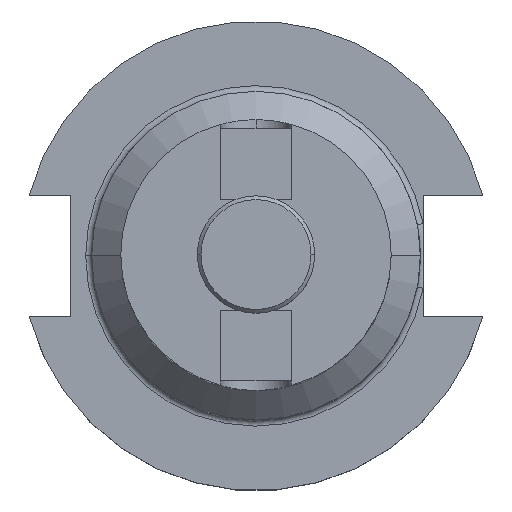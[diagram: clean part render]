
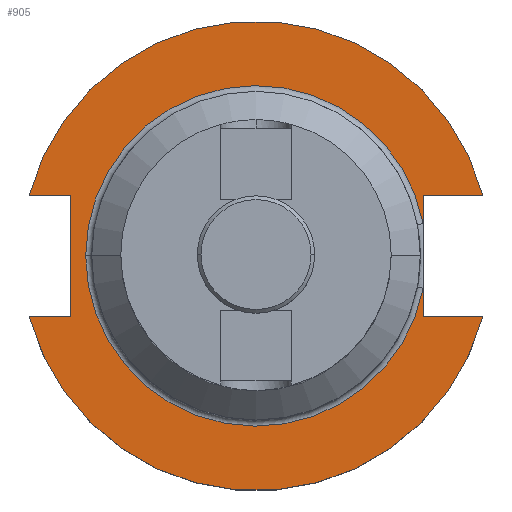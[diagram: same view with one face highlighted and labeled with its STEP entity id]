
A CAD part, top view. The second image highlights one B-rep face of the part: STEP entity #905.
In plain terms, the highlighted planar face has unit normal (0, 0, 1).
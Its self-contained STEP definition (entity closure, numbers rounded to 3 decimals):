
#8 = ORIENTED_EDGE ( 'NONE', *, *, #340, .T. ) ;
#22 = VERTEX_POINT ( 'NONE', #450 ) ;
#29 = ORIENTED_EDGE ( 'NONE', *, *, #1672, .T. ) ;
#55 = DIRECTION ( 'NONE',  ( 0., 1., 0. ) ) ;
#85 = VECTOR ( 'NONE', #159, 1000. ) ;
#116 = LINE ( 'NONE', #1783, #2048 ) ;
#148 = DIRECTION ( 'NONE',  ( 0., 0., -1. ) ) ;
#159 = DIRECTION ( 'NONE',  ( -1., 0., 0. ) ) ;
#163 = CARTESIAN_POINT ( 'NONE',  ( 22.606, -8.191, 19.05 ) ) ;
#194 = CIRCLE ( 'NONE', #1239, 31.75 ) ;
#227 = DIRECTION ( 'NONE',  ( -1., 0., 0. ) ) ;
#229 = ORIENTED_EDGE ( 'NONE', *, *, #1577, .T. ) ;
#318 = DIRECTION ( 'NONE',  ( 1., 0., 0. ) ) ;
#333 = CARTESIAN_POINT ( 'NONE',  ( -25.091, -8.191, 19.05 ) ) ;
#340 = EDGE_CURVE ( 'NONE', #2350, #569, #1309, .T. ) ;
#433 = EDGE_CURVE ( 'NONE', #569, #22, #1169, .T. ) ;
#450 = CARTESIAN_POINT ( 'NONE',  ( -25.091, 8.191, 19.05 ) ) ;
#483 = LINE ( 'NONE', #1751, #929 ) ;
#485 = CARTESIAN_POINT ( 'NONE',  ( -30.675, 8.191, 19.05 ) ) ;
#500 = VERTEX_POINT ( 'NONE', #163 ) ;
#545 = CARTESIAN_POINT ( 'NONE',  ( 30.675, -8.191, 19.05 ) ) ;
#553 = DIRECTION ( 'NONE',  ( 0., 0., 1. ) ) ;
#569 = VERTEX_POINT ( 'NONE', #485 ) ;
#573 = CARTESIAN_POINT ( 'NONE',  ( 30.675, 8.191, 19.05 ) ) ;
#597 = DIRECTION ( 'NONE',  ( 1., 0., 0. ) ) ;
#625 = CARTESIAN_POINT ( 'NONE',  ( 0., 0., 19.05 ) ) ;
#662 = VERTEX_POINT ( 'NONE', #1381 ) ;
#742 = VECTOR ( 'NONE', #967, 1000. ) ;
#751 = DIRECTION ( 'NONE',  ( 1., 0., 0. ) ) ;
#759 = EDGE_CURVE ( 'NONE', #662, #1845, #1752, .T. ) ;
#839 = CARTESIAN_POINT ( 'NONE',  ( 22.606, 0., 19.05 ) ) ;
#850 = PLANE ( 'NONE',  #1290 ) ;
#894 = DIRECTION ( 'NONE',  ( -1., 0., 0. ) ) ;
#905 = ADVANCED_FACE ( 'NONE', ( #1388 ), #850, .F. ) ;
#929 = VECTOR ( 'NONE', #965, 1000. ) ;
#965 = DIRECTION ( 'NONE',  ( 1., 0., 0. ) ) ;
#967 = DIRECTION ( 'NONE',  ( 0., 1., 0. ) ) ;
#969 = EDGE_CURVE ( 'NONE', #22, #1709, #2339, .T. ) ;
#977 = DIRECTION ( 'NONE',  ( 0., 0., -1. ) ) ;
#981 = CARTESIAN_POINT ( 'NONE',  ( 0., 0., 19.05 ) ) ;
#987 = CIRCLE ( 'NONE', #1575, 23.025 ) ;
#1009 = CARTESIAN_POINT ( 'NONE',  ( 0., 8.191, 19.05 ) ) ;
#1066 = LINE ( 'NONE', #1009, #85 ) ;
#1086 = ORIENTED_EDGE ( 'NONE', *, *, #433, .T. ) ;
#1102 = DIRECTION ( 'NONE',  ( 0., 0., 1. ) ) ;
#1152 = VERTEX_POINT ( 'NONE', #2068 ) ;
#1154 = ORIENTED_EDGE ( 'NONE', *, *, #1270, .T. ) ;
#1160 = CARTESIAN_POINT ( 'NONE',  ( 22.606, -4.373, 19.05 ) ) ;
#1169 = LINE ( 'NONE', #1303, #2126 ) ;
#1183 = CARTESIAN_POINT ( 'NONE',  ( 22.606, 0., 19.05 ) ) ;
#1190 = ORIENTED_EDGE ( 'NONE', *, *, #1512, .F. ) ;
#1239 = AXIS2_PLACEMENT_3D ( 'NONE', #981, #1102, #1276 ) ;
#1270 = EDGE_CURVE ( 'NONE', #2164, #1941, #194, .T. ) ;
#1276 = DIRECTION ( 'NONE',  ( 1., 0., 0. ) ) ;
#1290 = AXIS2_PLACEMENT_3D ( 'NONE', #625, #148, #1915 ) ;
#1303 = CARTESIAN_POINT ( 'NONE',  ( -61.091, 8.191, 19.05 ) ) ;
#1307 = AXIS2_PLACEMENT_3D ( 'NONE', #2283, #553, #751 ) ;
#1309 = CIRCLE ( 'NONE', #1307, 31.75 ) ;
#1357 = ORIENTED_EDGE ( 'NONE', *, *, #1844, .F. ) ;
#1379 = ORIENTED_EDGE ( 'NONE', *, *, #1606, .F. ) ;
#1381 = CARTESIAN_POINT ( 'NONE',  ( 22.606, 4.373, 19.05 ) ) ;
#1388 = FACE_OUTER_BOUND ( 'NONE', #1463, .T. ) ;
#1457 = CARTESIAN_POINT ( 'NONE',  ( 22.606, 8.191, 19.05 ) ) ;
#1463 = EDGE_LOOP ( 'NONE', ( #1604, #29, #229, #1661, #1357, #8, #1086, #2324, #1379, #1154, #1190 ) ) ;
#1512 = EDGE_CURVE ( 'NONE', #500, #1941, #116, .T. ) ;
#1563 = CARTESIAN_POINT ( 'NONE',  ( 0., 0., 19.05 ) ) ;
#1575 = AXIS2_PLACEMENT_3D ( 'NONE', #1563, #977, #227 ) ;
#1577 = EDGE_CURVE ( 'NONE', #1152, #662, #987, .T. ) ;
#1604 = ORIENTED_EDGE ( 'NONE', *, *, #1998, .T. ) ;
#1606 = EDGE_CURVE ( 'NONE', #2164, #1709, #483, .T. ) ;
#1661 = ORIENTED_EDGE ( 'NONE', *, *, #759, .T. ) ;
#1672 = EDGE_CURVE ( 'NONE', #2061, #1152, #1816, .T. ) ;
#1691 = CARTESIAN_POINT ( 'NONE',  ( -30.675, -8.191, 19.05 ) ) ;
#1709 = VERTEX_POINT ( 'NONE', #333 ) ;
#1751 = CARTESIAN_POINT ( 'NONE',  ( -61.091, -8.191, 19.05 ) ) ;
#1752 = LINE ( 'NONE', #839, #742 ) ;
#1783 = CARTESIAN_POINT ( 'NONE',  ( 0., -8.191, 19.05 ) ) ;
#1816 = CIRCLE ( 'NONE', #2252, 23.025 ) ;
#1844 = EDGE_CURVE ( 'NONE', #2350, #1845, #1066, .T. ) ;
#1845 = VERTEX_POINT ( 'NONE', #1457 ) ;
#1852 = CARTESIAN_POINT ( 'NONE',  ( 0., 0., 19.05 ) ) ;
#1859 = CARTESIAN_POINT ( 'NONE',  ( -25.091, 8.191, 19.05 ) ) ;
#1861 = DIRECTION ( 'NONE',  ( 0., 0., -1. ) ) ;
#1882 = DIRECTION ( 'NONE',  ( 0., -1., 0. ) ) ;
#1915 = DIRECTION ( 'NONE',  ( -1., 0., 0. ) ) ;
#1941 = VERTEX_POINT ( 'NONE', #545 ) ;
#1998 = EDGE_CURVE ( 'NONE', #500, #2061, #2353, .T. ) ;
#2048 = VECTOR ( 'NONE', #318, 1000. ) ;
#2061 = VERTEX_POINT ( 'NONE', #1160 ) ;
#2068 = CARTESIAN_POINT ( 'NONE',  ( -23.025, 0., 19.05 ) ) ;
#2126 = VECTOR ( 'NONE', #597, 1000. ) ;
#2164 = VERTEX_POINT ( 'NONE', #1691 ) ;
#2252 = AXIS2_PLACEMENT_3D ( 'NONE', #1852, #1861, #894 ) ;
#2283 = CARTESIAN_POINT ( 'NONE',  ( 0., 0., 19.05 ) ) ;
#2288 = VECTOR ( 'NONE', #1882, 1000. ) ;
#2303 = VECTOR ( 'NONE', #55, 1000. ) ;
#2324 = ORIENTED_EDGE ( 'NONE', *, *, #969, .T. ) ;
#2339 = LINE ( 'NONE', #1859, #2288 ) ;
#2350 = VERTEX_POINT ( 'NONE', #573 ) ;
#2353 = LINE ( 'NONE', #1183, #2303 ) ;
